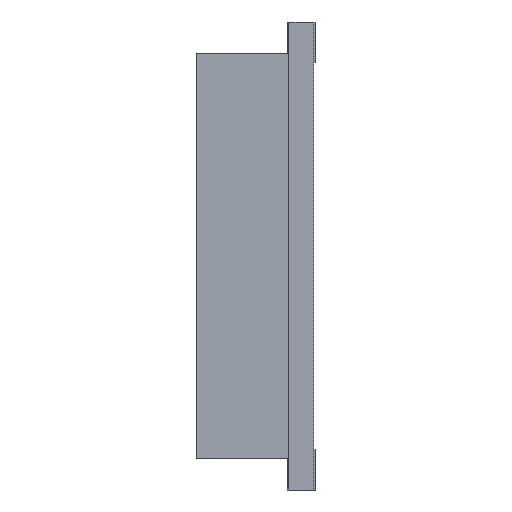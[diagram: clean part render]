
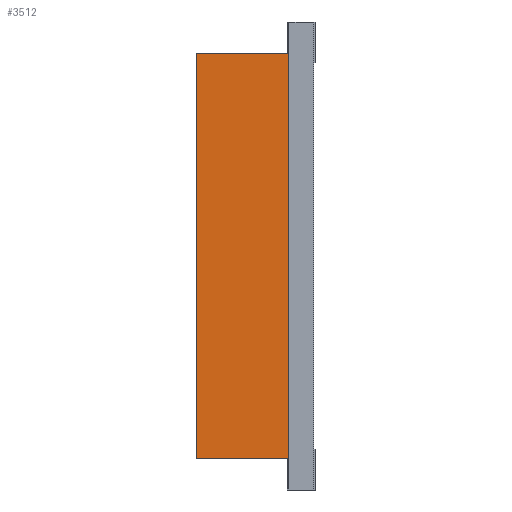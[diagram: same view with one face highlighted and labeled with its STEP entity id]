
A CAD part, left-side view. The second image highlights one B-rep face of the part: STEP entity #3512.
In plain terms, the highlighted planar face has unit normal (-1, 0, 0).
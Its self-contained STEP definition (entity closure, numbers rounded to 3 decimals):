
#216 = LINE ( 'NONE', #217, #6861 ) ;
#217 = CARTESIAN_POINT ( 'NONE',  ( -9.25, -2.95, -6.5 ) ) ;
#218 = DIRECTION ( 'NONE',  ( 0., 1., 0. ) ) ;
#222 = LINE ( 'NONE', #223, #9592 ) ;
#223 = CARTESIAN_POINT ( 'NONE',  ( -9.25, -2.95, 6.5 ) ) ;
#224 = DIRECTION ( 'NONE',  ( 0., 1., 0. ) ) ;
#1338 = FACE_OUTER_BOUND ( 'NONE', #4523, .T. ) ;
#1341 = AXIS2_PLACEMENT_3D ( 'NONE', #1799, #1800, #1801 ) ;
#1798 = PLANE ( 'NONE',  #1341 ) ;
#1799 = CARTESIAN_POINT ( 'NONE',  ( -9.25, -2.95, -6.5 ) ) ;
#1800 = DIRECTION ( 'NONE',  ( -1., 0., 0. ) ) ;
#1801 = DIRECTION ( 'NONE',  ( 0., 0., 1. ) ) ;
#2829 = EDGE_CURVE ( 'NONE', #11122, #11437, #216, .T. ) ;
#2833 = EDGE_CURVE ( 'NONE', #11120, #11450, #222, .T. ) ;
#3512 = ADVANCED_FACE ( 'NONE', ( #1338 ), #1798, .T. ) ;
#4523 = EDGE_LOOP ( 'NONE', ( #12156, #12157, #12158, #12155 ) ) ;
#6861 = VECTOR ( 'NONE', #218, 1000. ) ;
#8416 = LINE ( 'NONE', #8417, #9086 ) ;
#8417 = CARTESIAN_POINT ( 'NONE',  ( -9.25, 0., -6.5 ) ) ;
#8418 = DIRECTION ( 'NONE',  ( 0., 0., 1. ) ) ;
#8566 = CARTESIAN_POINT ( 'NONE',  ( -9.25, -2.95, 6.5 ) ) ;
#8568 = CARTESIAN_POINT ( 'NONE',  ( -9.25, -2.95, -6.5 ) ) ;
#8603 = CARTESIAN_POINT ( 'NONE',  ( -9.25, 0., -6.5 ) ) ;
#8607 = CARTESIAN_POINT ( 'NONE',  ( -9.25, 0., 6.5 ) ) ;
#8864 = LINE ( 'NONE', #8865, #9175 ) ;
#8865 = CARTESIAN_POINT ( 'NONE',  ( -9.25, -2.95, -6.5 ) ) ;
#8866 = DIRECTION ( 'NONE',  ( 0., 0., 1. ) ) ;
#9086 = VECTOR ( 'NONE', #8418, 1000. ) ;
#9175 = VECTOR ( 'NONE', #8866, 1000. ) ;
#9592 = VECTOR ( 'NONE', #224, 1000. ) ;
#10668 = EDGE_CURVE ( 'NONE', #11437, #11450, #8416, .T. ) ;
#11120 = VERTEX_POINT ( 'NONE', #8566 ) ;
#11122 = VERTEX_POINT ( 'NONE', #8568 ) ;
#11437 = VERTEX_POINT ( 'NONE', #8603 ) ;
#11450 = VERTEX_POINT ( 'NONE', #8607 ) ;
#11674 = EDGE_CURVE ( 'NONE', #11122, #11120, #8864, .T. ) ;
#12155 = ORIENTED_EDGE ( 'NONE', *, *, #2833, .T. ) ;
#12156 = ORIENTED_EDGE ( 'NONE', *, *, #10668, .F. ) ;
#12157 = ORIENTED_EDGE ( 'NONE', *, *, #2829, .F. ) ;
#12158 = ORIENTED_EDGE ( 'NONE', *, *, #11674, .T. ) ;
